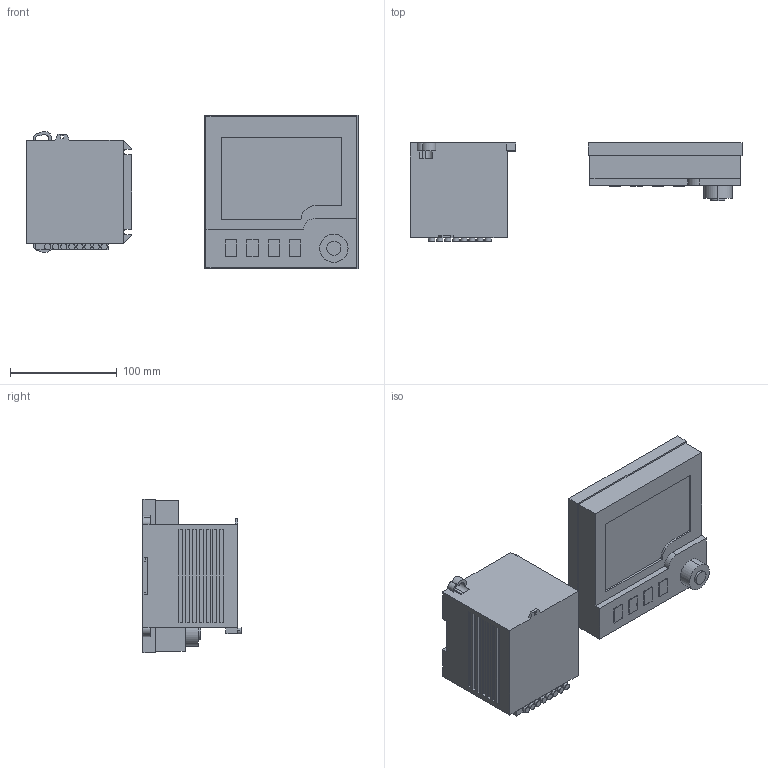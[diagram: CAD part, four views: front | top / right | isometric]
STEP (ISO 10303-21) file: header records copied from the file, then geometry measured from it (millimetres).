
FILE_DESCRIPTION(('starvars output'),'2;1');
FILE_NAME('cv20200417023145000000062.stp','02:31:45 2020/04/17',( 'Thomas Industrial Network Germany GmbH'),( 'Thomas Industrial Network Germany GmbH'),'unknown preprocess','ACIS' ,'unknown authorization');
FILE_SCHEMA(('AUTOMOTIVE_DESIGN_CC2 {UNKNOWN IMPLEMENTATION LEVEL}'));
Length unit declared in the file: millimetre
Products named in the file (1): PRODUCT_ID_1
Bounding box: 311.35 x 92.01 x 144 mm (x, y, z)
Volume: 1468813.5 mm3; surface area: 130585.9 mm2
Topology: 2 solids, 2 shells, 443 faces, 1134 edges, 744 vertices
Faces by surface type: plane 307, cylinder 136
Entity records: 15633 total; most frequent: ORIENTED_EDGE 2268, CARTESIAN_POINT 2034, DIRECTION 1805, EDGE_CURVE 1134, VECTOR 775, LINE 775, VERTEX_POINT 744, AXIS2_PLACEMENT_3D 515
